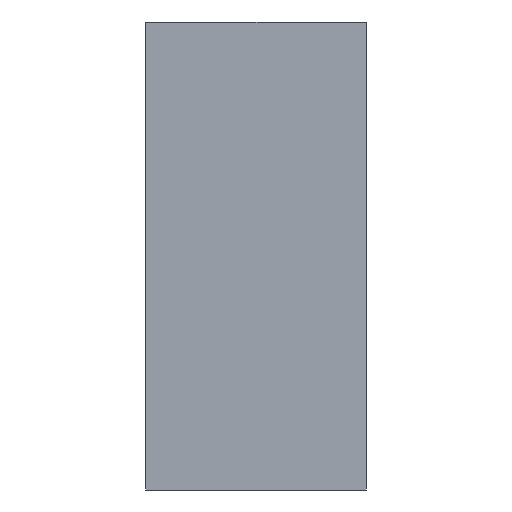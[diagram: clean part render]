
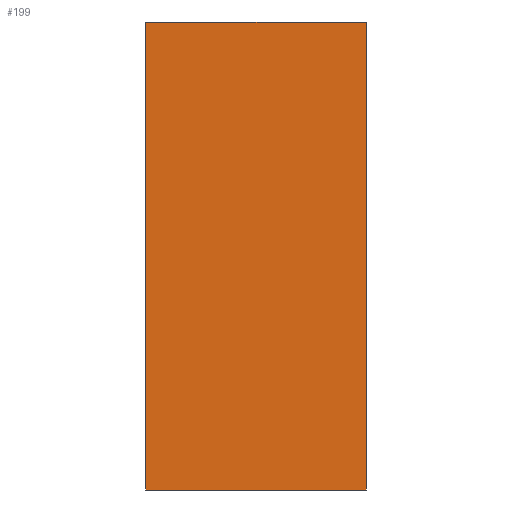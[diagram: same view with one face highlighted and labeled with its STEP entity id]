
A CAD part, left-side view. The second image highlights one B-rep face of the part: STEP entity #199.
In plain terms, the highlighted planar face has unit normal (-1, 0, 0).
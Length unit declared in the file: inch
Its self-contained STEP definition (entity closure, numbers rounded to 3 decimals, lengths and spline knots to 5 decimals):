
#39 = DIRECTION ( 'NONE',  ( 0., 0., 1. ) ) ;
#40 = CARTESIAN_POINT ( 'NONE',  ( 0., 0., 0. ) ) ;
#41 = LINE ( 'NONE', #40, #151 ) ;
#42 = DIRECTION ( 'NONE',  ( 0., 0., 1. ) ) ;
#43 = CARTESIAN_POINT ( 'NONE',  ( 0., 0.295, 0. ) ) ;
#44 = LINE ( 'NONE', #43, #176 ) ;
#61 = DIRECTION ( 'NONE',  ( 0., -1., 0. ) ) ;
#62 = CARTESIAN_POINT ( 'NONE',  ( 0., 0.295, 0. ) ) ;
#63 = LINE ( 'NONE', #62, #171 ) ;
#71 = DIRECTION ( 'NONE',  ( 0., 0., -1. ) ) ;
#72 = DIRECTION ( 'NONE',  ( 1., 0., 0. ) ) ;
#73 = CARTESIAN_POINT ( 'NONE',  ( 0., 0.295, 0. ) ) ;
#77 = PLANE ( 'NONE',  #172 ) ;
#84 = DIRECTION ( 'NONE',  ( 0., -1., 0. ) ) ;
#85 = CARTESIAN_POINT ( 'NONE',  ( 0., 0.295, -0.625 ) ) ;
#86 = LINE ( 'NONE', #85, #154 ) ;
#102 = CARTESIAN_POINT ( 'NONE',  ( 0., 0.295, 0. ) ) ;
#104 = CARTESIAN_POINT ( 'NONE',  ( 0., 0., 0. ) ) ;
#106 = CARTESIAN_POINT ( 'NONE',  ( 0., 0.295, -0.625 ) ) ;
#107 = CARTESIAN_POINT ( 'NONE',  ( 0., 0., -0.625 ) ) ;
#120 = ORIENTED_EDGE ( 'NONE', *, *, #193, .T. ) ;
#122 = ORIENTED_EDGE ( 'NONE', *, *, #202, .F. ) ;
#123 = ORIENTED_EDGE ( 'NONE', *, *, #209, .T. ) ;
#128 = EDGE_LOOP ( 'NONE', ( #123, #122, #139, #120 ) ) ;
#131 = VERTEX_POINT ( 'NONE', #107 ) ;
#132 = VERTEX_POINT ( 'NONE', #106 ) ;
#134 = VERTEX_POINT ( 'NONE', #104 ) ;
#136 = VERTEX_POINT ( 'NONE', #102 ) ;
#139 = ORIENTED_EDGE ( 'NONE', *, *, #208, .F. ) ;
#151 = VECTOR ( 'NONE', #39, 39.37008 ) ;
#154 = VECTOR ( 'NONE', #84, 39.37008 ) ;
#164 = FACE_OUTER_BOUND ( 'NONE', #128, .T. ) ;
#171 = VECTOR ( 'NONE', #61, 39.37008 ) ;
#172 = AXIS2_PLACEMENT_3D ( 'NONE', #73, #72, #71 ) ;
#176 = VECTOR ( 'NONE', #42, 39.37008 ) ;
#193 = EDGE_CURVE ( 'NONE', #132, #131, #86, .T. ) ;
#199 = ADVANCED_FACE ( 'NONE', ( #164 ), #77, .F. ) ;
#202 = EDGE_CURVE ( 'NONE', #136, #134, #63, .T. ) ;
#208 = EDGE_CURVE ( 'NONE', #132, #136, #44, .T. ) ;
#209 = EDGE_CURVE ( 'NONE', #131, #134, #41, .T. ) ;
